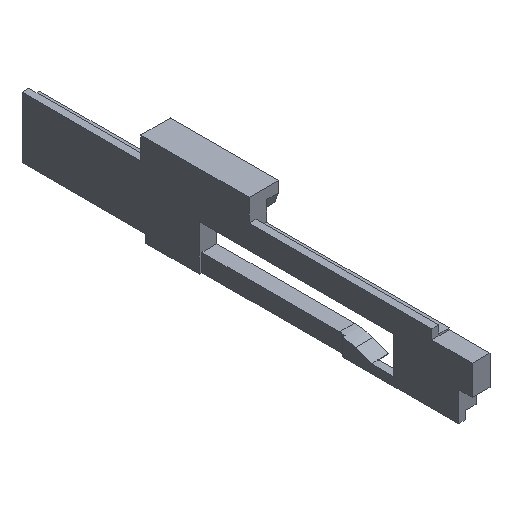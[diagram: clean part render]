
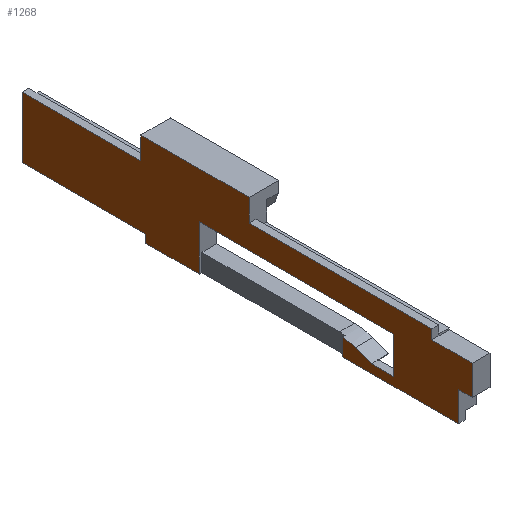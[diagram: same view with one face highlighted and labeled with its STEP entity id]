
A CAD part, isometric view. The second image highlights one B-rep face of the part: STEP entity #1268.
In plain terms, the highlighted planar face has unit normal (-1, 0, 0).
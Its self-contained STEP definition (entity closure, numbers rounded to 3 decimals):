
#18=CIRCLE('',#1346,10.);
#61=FACE_OUTER_BOUND('',#122,.T.);
#122=EDGE_LOOP('',(#1054,#1055,#1056,#1057,#1058,#1059,#1060,#1061,#1062,
#1063,#1064,#1065,#1066,#1067,#1068,#1069,#1070,#1071,#1072,#1073,#1074,
#1075));
#197=LINE('',#1790,#376);
#203=LINE('',#1801,#382);
#209=LINE('',#1813,#388);
#210=LINE('',#1817,#389);
#220=LINE('',#1839,#399);
#224=LINE('',#1847,#403);
#273=LINE('',#1946,#452);
#280=LINE('',#1960,#459);
#283=LINE('',#1965,#462);
#284=LINE('',#1968,#463);
#285=LINE('',#1970,#464);
#286=LINE('',#1972,#465);
#287=LINE('',#1974,#466);
#288=LINE('',#1976,#467);
#289=LINE('',#1977,#468);
#290=LINE('',#1979,#469);
#291=LINE('',#1980,#470);
#292=LINE('',#1982,#471);
#293=LINE('',#1984,#472);
#294=LINE('',#1986,#473);
#295=LINE('',#1988,#474);
#376=VECTOR('',#1451,10.);
#382=VECTOR('',#1459,10.);
#388=VECTOR('',#1467,10.);
#389=VECTOR('',#1470,10.);
#399=VECTOR('',#1484,10.);
#403=VECTOR('',#1490,10.);
#452=VECTOR('',#1579,10.);
#459=VECTOR('',#1594,10.);
#462=VECTOR('',#1597,10.);
#463=VECTOR('',#1600,10.);
#464=VECTOR('',#1601,10.);
#465=VECTOR('',#1602,10.);
#466=VECTOR('',#1603,10.);
#467=VECTOR('',#1604,10.);
#468=VECTOR('',#1605,10.);
#469=VECTOR('',#1606,10.);
#470=VECTOR('',#1607,10.);
#471=VECTOR('',#1608,10.);
#472=VECTOR('',#1609,10.);
#473=VECTOR('',#1610,10.);
#474=VECTOR('',#1611,10.);
#542=VERTEX_POINT('',#1787);
#543=VERTEX_POINT('',#1789);
#547=VERTEX_POINT('',#1799);
#552=VERTEX_POINT('',#1811);
#553=VERTEX_POINT('',#1815);
#554=VERTEX_POINT('',#1816);
#563=VERTEX_POINT('',#1836);
#564=VERTEX_POINT('',#1838);
#566=VERTEX_POINT('',#1844);
#567=VERTEX_POINT('',#1846);
#597=VERTEX_POINT('',#1944);
#602=VERTEX_POINT('',#1963);
#603=VERTEX_POINT('',#1967);
#604=VERTEX_POINT('',#1969);
#605=VERTEX_POINT('',#1971);
#606=VERTEX_POINT('',#1973);
#607=VERTEX_POINT('',#1975);
#608=VERTEX_POINT('',#1978);
#609=VERTEX_POINT('',#1981);
#610=VERTEX_POINT('',#1983);
#611=VERTEX_POINT('',#1985);
#612=VERTEX_POINT('',#1987);
#676=EDGE_CURVE('',#543,#542,#197,.T.);
#682=EDGE_CURVE('',#547,#542,#203,.T.);
#688=EDGE_CURVE('',#552,#547,#209,.T.);
#689=EDGE_CURVE('',#553,#554,#210,.T.);
#699=EDGE_CURVE('',#564,#563,#220,.T.);
#703=EDGE_CURVE('',#567,#566,#224,.T.);
#754=EDGE_CURVE('',#552,#597,#273,.T.);
#761=EDGE_CURVE('',#563,#567,#280,.T.);
#764=EDGE_CURVE('',#554,#602,#283,.T.);
#765=EDGE_CURVE('',#603,#602,#284,.T.);
#766=EDGE_CURVE('',#604,#603,#285,.T.);
#767=EDGE_CURVE('',#604,#605,#286,.T.);
#768=EDGE_CURVE('',#606,#605,#287,.T.);
#769=EDGE_CURVE('',#607,#606,#288,.T.);
#770=EDGE_CURVE('',#607,#543,#289,.T.);
#771=EDGE_CURVE('',#597,#608,#290,.T.);
#772=EDGE_CURVE('',#608,#564,#291,.T.);
#773=EDGE_CURVE('',#566,#609,#292,.T.);
#774=EDGE_CURVE('',#609,#610,#293,.T.);
#775=EDGE_CURVE('',#610,#611,#294,.T.);
#776=EDGE_CURVE('',#611,#612,#295,.T.);
#777=EDGE_CURVE('',#553,#612,#18,.T.);
#1054=ORIENTED_EDGE('',*,*,#689,.T.);
#1055=ORIENTED_EDGE('',*,*,#764,.T.);
#1056=ORIENTED_EDGE('',*,*,#765,.F.);
#1057=ORIENTED_EDGE('',*,*,#766,.F.);
#1058=ORIENTED_EDGE('',*,*,#767,.T.);
#1059=ORIENTED_EDGE('',*,*,#768,.F.);
#1060=ORIENTED_EDGE('',*,*,#769,.F.);
#1061=ORIENTED_EDGE('',*,*,#770,.T.);
#1062=ORIENTED_EDGE('',*,*,#676,.T.);
#1063=ORIENTED_EDGE('',*,*,#682,.F.);
#1064=ORIENTED_EDGE('',*,*,#688,.F.);
#1065=ORIENTED_EDGE('',*,*,#754,.T.);
#1066=ORIENTED_EDGE('',*,*,#771,.T.);
#1067=ORIENTED_EDGE('',*,*,#772,.T.);
#1068=ORIENTED_EDGE('',*,*,#699,.T.);
#1069=ORIENTED_EDGE('',*,*,#761,.T.);
#1070=ORIENTED_EDGE('',*,*,#703,.T.);
#1071=ORIENTED_EDGE('',*,*,#773,.T.);
#1072=ORIENTED_EDGE('',*,*,#774,.T.);
#1073=ORIENTED_EDGE('',*,*,#775,.T.);
#1074=ORIENTED_EDGE('',*,*,#776,.T.);
#1075=ORIENTED_EDGE('',*,*,#777,.F.);
#1208=PLANE('',#1345);
#1268=ADVANCED_FACE('',(#61),#1208,.F.);
#1345=AXIS2_PLACEMENT_3D('',#1966,#1598,#1599);
#1346=AXIS2_PLACEMENT_3D('',#1989,#1612,#1613);
#1451=DIRECTION('',(0.,0.,1.));
#1459=DIRECTION('',(0.,-1.,0.));
#1467=DIRECTION('',(0.,0.,1.));
#1470=DIRECTION('',(0.,0.,-1.));
#1484=DIRECTION('',(0.,0.,-1.));
#1490=DIRECTION('',(0.,0.,1.));
#1579=DIRECTION('',(0.,1.,0.));
#1594=DIRECTION('',(0.,-1.,0.));
#1597=DIRECTION('',(0.,-1.,0.));
#1598=DIRECTION('center_axis',(1.,0.,0.));
#1599=DIRECTION('ref_axis',(0.,1.,0.));
#1600=DIRECTION('',(0.,0.,-1.));
#1601=DIRECTION('',(0.,1.,0.));
#1602=DIRECTION('',(0.,0.,1.));
#1603=DIRECTION('',(0.,-1.,0.));
#1604=DIRECTION('',(0.,0.,-1.));
#1605=DIRECTION('',(0.,1.,0.));
#1606=DIRECTION('',(0.,0.,-1.));
#1607=DIRECTION('',(0.,-1.,0.));
#1608=DIRECTION('',(0.,-1.,0.));
#1609=DIRECTION('',(0.,0.,-1.));
#1610=DIRECTION('',(0.,1.,0.));
#1611=DIRECTION('',(0.,0.94,0.342));
#1612=DIRECTION('center_axis',(1.,0.,0.));
#1613=DIRECTION('ref_axis',(0.,-0.174,0.985));
#1787=CARTESIAN_POINT('',(8.9,43.098,26.361));
#1789=CARTESIAN_POINT('',(8.9,43.098,22.161));
#1790=CARTESIAN_POINT('',(8.9,43.098,25.361));
#1799=CARTESIAN_POINT('',(8.9,63.349,26.361));
#1801=CARTESIAN_POINT('',(8.9,62.428,26.361));
#1811=CARTESIAN_POINT('',(8.9,63.349,22.161));
#1813=CARTESIAN_POINT('',(8.9,63.349,25.361));
#1815=CARTESIAN_POINT('',(8.9,25.598,12.485));
#1816=CARTESIAN_POINT('',(8.9,25.598,9.261));
#1817=CARTESIAN_POINT('',(8.9,25.598,14.098));
#1836=CARTESIAN_POINT('',(8.9,62.428,9.261));
#1838=CARTESIAN_POINT('',(8.9,62.428,10.761));
#1839=CARTESIAN_POINT('',(8.9,62.428,10.761));
#1844=CARTESIAN_POINT('',(8.9,52.428,17.741));
#1846=CARTESIAN_POINT('',(8.9,52.428,9.261));
#1847=CARTESIAN_POINT('',(8.9,52.428,14.061));
#1944=CARTESIAN_POINT('',(8.9,85.598,22.161));
#1946=CARTESIAN_POINT('',(8.9,66.598,22.161));
#1960=CARTESIAN_POINT('',(8.9,62.428,9.261));
#1963=CARTESIAN_POINT('',(8.9,3.898,9.261));
#1965=CARTESIAN_POINT('',(8.9,66.598,9.261));
#1966=CARTESIAN_POINT('Origin',(8.9,43.448,15.711));
#1967=CARTESIAN_POINT('',(8.9,3.898,14.811));
#1968=CARTESIAN_POINT('',(8.9,3.898,14.811));
#1969=CARTESIAN_POINT('',(8.9,1.298,14.811));
#1970=CARTESIAN_POINT('',(8.9,1.298,14.811));
#1971=CARTESIAN_POINT('',(8.9,1.298,20.361));
#1972=CARTESIAN_POINT('',(8.9,1.298,14.811));
#1973=CARTESIAN_POINT('',(8.9,8.898,20.361));
#1974=CARTESIAN_POINT('',(8.9,8.898,20.361));
#1975=CARTESIAN_POINT('',(8.9,8.898,22.161));
#1976=CARTESIAN_POINT('',(8.9,8.898,22.161));
#1977=CARTESIAN_POINT('',(8.9,35.898,22.161));
#1978=CARTESIAN_POINT('',(8.9,85.598,10.761));
#1979=CARTESIAN_POINT('',(8.9,85.598,16.561));
#1980=CARTESIAN_POINT('',(8.9,85.598,10.761));
#1981=CARTESIAN_POINT('',(8.9,16.028,17.741));
#1982=CARTESIAN_POINT('',(8.9,62.428,17.741));
#1983=CARTESIAN_POINT('',(8.9,16.028,10.841));
#1984=CARTESIAN_POINT('',(8.9,16.028,17.741));
#1985=CARTESIAN_POINT('',(8.9,20.228,10.841));
#1986=CARTESIAN_POINT('',(8.9,16.028,10.841));
#1987=CARTESIAN_POINT('',(8.9,23.242,11.938));
#1988=CARTESIAN_POINT('',(8.9,31.263,14.858));
#1989=CARTESIAN_POINT('Origin',(8.9,26.662,2.541));
